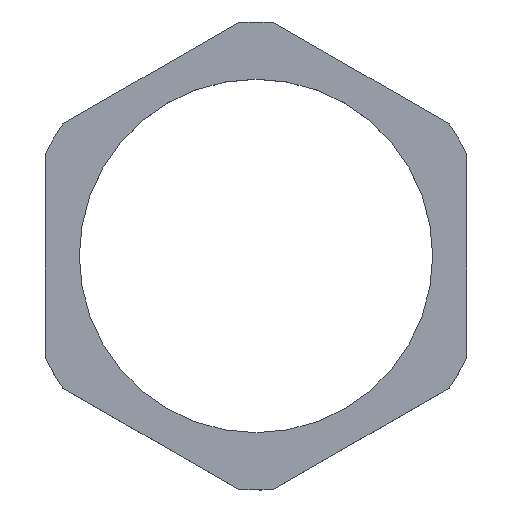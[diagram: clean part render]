
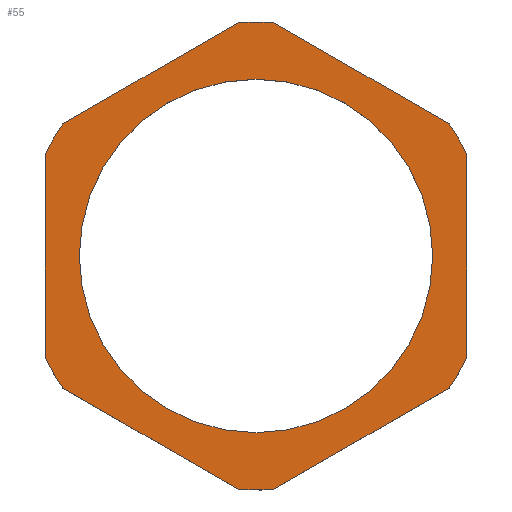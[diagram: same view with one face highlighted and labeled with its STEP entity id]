
A CAD part, top view. The second image highlights one B-rep face of the part: STEP entity #55.
In plain terms, the highlighted planar face has unit normal (0, 0, 1).
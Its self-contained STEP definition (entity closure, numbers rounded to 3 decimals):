
#8 = CARTESIAN_POINT ( 'NONE',  ( 16., -7.685, 3.5 ) ) ;
#10 = DIRECTION ( 'NONE',  ( -0.866, -0.5, 0. ) ) ;
#13 = CARTESIAN_POINT ( 'NONE',  ( -16., 7.685, 3.5 ) ) ;
#16 = VERTEX_POINT ( 'NONE', #347 ) ;
#27 = CARTESIAN_POINT ( 'NONE',  ( 0., 0., 3.5 ) ) ;
#28 = CARTESIAN_POINT ( 'NONE',  ( 0., 0., 3.5 ) ) ;
#36 = CARTESIAN_POINT ( 'NONE',  ( 0., 0., 3.5 ) ) ;
#42 = ORIENTED_EDGE ( 'NONE', *, *, #487, .T. ) ;
#46 = VERTEX_POINT ( 'NONE', #445 ) ;
#55 = ADVANCED_FACE ( 'NONE', ( #434, #307 ), #69, .T. ) ;
#62 = CIRCLE ( 'NONE', #176, 17.75 ) ;
#69 = PLANE ( 'NONE',  #503 ) ;
#88 = AXIS2_PLACEMENT_3D ( 'NONE', #90, #204, #152 ) ;
#90 = CARTESIAN_POINT ( 'NONE',  ( 0., 0., 3.5 ) ) ;
#92 = LINE ( 'NONE', #13, #511 ) ;
#95 = EDGE_CURVE ( 'NONE', #447, #447, #294, .T. ) ;
#96 = CARTESIAN_POINT ( 'NONE',  ( 14.656, 10.014, 3.5 ) ) ;
#104 = CARTESIAN_POINT ( 'NONE',  ( 0., 0., 3.5 ) ) ;
#115 = AXIS2_PLACEMENT_3D ( 'NONE', #193, #450, #235 ) ;
#118 = CARTESIAN_POINT ( 'NONE',  ( -1.344, -17.699, 3.5 ) ) ;
#126 = VECTOR ( 'NONE', #199, 1000. ) ;
#127 = CARTESIAN_POINT ( 'NONE',  ( 1.344, -17.699, 3.5 ) ) ;
#130 = CARTESIAN_POINT ( 'NONE',  ( -1.344, 17.699, 3.5 ) ) ;
#137 = CARTESIAN_POINT ( 'NONE',  ( 0., 0., 3.5 ) ) ;
#141 = CARTESIAN_POINT ( 'NONE',  ( -14.656, -10.014, 3.5 ) ) ;
#146 = DIRECTION ( 'NONE',  ( 0.866, -0.5, 0. ) ) ;
#152 = DIRECTION ( 'NONE',  ( 1., 0., 0. ) ) ;
#160 = EDGE_CURVE ( 'NONE', #405, #343, #277, .T. ) ;
#167 = DIRECTION ( 'NONE',  ( 0., 1., 0. ) ) ;
#171 = ORIENTED_EDGE ( 'NONE', *, *, #180, .T. ) ;
#176 = AXIS2_PLACEMENT_3D ( 'NONE', #28, #189, #491 ) ;
#180 = EDGE_CURVE ( 'NONE', #303, #219, #289, .T. ) ;
#185 = LINE ( 'NONE', #267, #538 ) ;
#188 = VERTEX_POINT ( 'NONE', #127 ) ;
#189 = DIRECTION ( 'NONE',  ( 0., 0., 1. ) ) ;
#193 = CARTESIAN_POINT ( 'NONE',  ( 0., 0., 3.5 ) ) ;
#197 = AXIS2_PLACEMENT_3D ( 'NONE', #137, #298, #257 ) ;
#199 = DIRECTION ( 'NONE',  ( -0.866, 0.5, 0. ) ) ;
#200 = CIRCLE ( 'NONE', #443, 17.75 ) ;
#203 = VERTEX_POINT ( 'NONE', #541 ) ;
#204 = DIRECTION ( 'NONE',  ( 0., 0., 1. ) ) ;
#208 = ORIENTED_EDGE ( 'NONE', *, *, #296, .T. ) ;
#212 = ORIENTED_EDGE ( 'NONE', *, *, #160, .T. ) ;
#216 = CARTESIAN_POINT ( 'NONE',  ( -16., 7.685, 3.5 ) ) ;
#219 = VERTEX_POINT ( 'NONE', #495 ) ;
#228 = EDGE_CURVE ( 'NONE', #203, #364, #200, .T. ) ;
#230 = DIRECTION ( 'NONE',  ( 1., 0., 0. ) ) ;
#231 = AXIS2_PLACEMENT_3D ( 'NONE', #27, #531, #230 ) ;
#233 = DIRECTION ( 'NONE',  ( 1., 0., 0. ) ) ;
#235 = DIRECTION ( 'NONE',  ( 1., 0., 0. ) ) ;
#236 = LINE ( 'NONE', #275, #126 ) ;
#239 = CARTESIAN_POINT ( 'NONE',  ( 16., -7.685, 3.5 ) ) ;
#245 = EDGE_CURVE ( 'NONE', #256, #203, #414, .T. ) ;
#246 = VECTOR ( 'NONE', #146, 1000. ) ;
#254 = CARTESIAN_POINT ( 'NONE',  ( 1.344, 17.699, 3.5 ) ) ;
#256 = VERTEX_POINT ( 'NONE', #239 ) ;
#257 = DIRECTION ( 'NONE',  ( 1., 0., 0. ) ) ;
#259 = ORIENTED_EDGE ( 'NONE', *, *, #228, .T. ) ;
#267 = CARTESIAN_POINT ( 'NONE',  ( 1.344, -17.699, 3.5 ) ) ;
#270 = ORIENTED_EDGE ( 'NONE', *, *, #245, .T. ) ;
#274 = CIRCLE ( 'NONE', #520, 17.75 ) ;
#275 = CARTESIAN_POINT ( 'NONE',  ( 14.656, 10.014, 3.5 ) ) ;
#277 = CIRCLE ( 'NONE', #88, 17.75 ) ;
#280 = LINE ( 'NONE', #454, #246 ) ;
#281 = DIRECTION ( 'NONE',  ( 1., 0., 0. ) ) ;
#283 = EDGE_LOOP ( 'NONE', ( #292 ) ) ;
#289 = CIRCLE ( 'NONE', #115, 17.75 ) ;
#292 = ORIENTED_EDGE ( 'NONE', *, *, #95, .F. ) ;
#294 = CIRCLE ( 'NONE', #231, 13.4 ) ;
#295 = ORIENTED_EDGE ( 'NONE', *, *, #436, .T. ) ;
#296 = EDGE_CURVE ( 'NONE', #335, #405, #92, .T. ) ;
#298 = DIRECTION ( 'NONE',  ( 0., 0., 1. ) ) ;
#303 = VERTEX_POINT ( 'NONE', #254 ) ;
#304 = DIRECTION ( 'NONE',  ( 0.866, 0.5, 0. ) ) ;
#307 = FACE_OUTER_BOUND ( 'NONE', #322, .T. ) ;
#315 = VECTOR ( 'NONE', #10, 1000. ) ;
#322 = EDGE_LOOP ( 'NONE', ( #339, #208, #212, #295, #507, #474, #42, #270, #259, #387, #171, #368 ) ) ;
#330 = CARTESIAN_POINT ( 'NONE',  ( 0., 0., 3.5 ) ) ;
#335 = VERTEX_POINT ( 'NONE', #216 ) ;
#339 = ORIENTED_EDGE ( 'NONE', *, *, #389, .T. ) ;
#343 = VERTEX_POINT ( 'NONE', #141 ) ;
#347 = CARTESIAN_POINT ( 'NONE',  ( 14.656, -10.014, 3.5 ) ) ;
#348 = EDGE_CURVE ( 'NONE', #188, #16, #185, .T. ) ;
#352 = LINE ( 'NONE', #130, #315 ) ;
#356 = DIRECTION ( 'NONE',  ( 1., 0., 0. ) ) ;
#364 = VERTEX_POINT ( 'NONE', #96 ) ;
#368 = ORIENTED_EDGE ( 'NONE', *, *, #373, .T. ) ;
#373 = EDGE_CURVE ( 'NONE', #219, #46, #352, .T. ) ;
#378 = DIRECTION ( 'NONE',  ( 0., 0., 1. ) ) ;
#387 = ORIENTED_EDGE ( 'NONE', *, *, #539, .T. ) ;
#389 = EDGE_CURVE ( 'NONE', #46, #335, #390, .T. ) ;
#390 = CIRCLE ( 'NONE', #197, 17.75 ) ;
#394 = VECTOR ( 'NONE', #167, 1000. ) ;
#397 = DIRECTION ( 'NONE',  ( 0., -1., 0. ) ) ;
#403 = DIRECTION ( 'NONE',  ( 0., 0., 1. ) ) ;
#405 = VERTEX_POINT ( 'NONE', #435 ) ;
#412 = VERTEX_POINT ( 'NONE', #118 ) ;
#414 = LINE ( 'NONE', #8, #394 ) ;
#424 = EDGE_CURVE ( 'NONE', #412, #188, #274, .T. ) ;
#434 = FACE_BOUND ( 'NONE', #283, .T. ) ;
#435 = CARTESIAN_POINT ( 'NONE',  ( -16., -7.685, 3.5 ) ) ;
#436 = EDGE_CURVE ( 'NONE', #343, #412, #280, .T. ) ;
#443 = AXIS2_PLACEMENT_3D ( 'NONE', #330, #378, #281 ) ;
#445 = CARTESIAN_POINT ( 'NONE',  ( -14.656, 10.014, 3.5 ) ) ;
#447 = VERTEX_POINT ( 'NONE', #529 ) ;
#450 = DIRECTION ( 'NONE',  ( 0., 0., 1. ) ) ;
#454 = CARTESIAN_POINT ( 'NONE',  ( -14.656, -10.014, 3.5 ) ) ;
#474 = ORIENTED_EDGE ( 'NONE', *, *, #348, .T. ) ;
#487 = EDGE_CURVE ( 'NONE', #16, #256, #62, .T. ) ;
#490 = DIRECTION ( 'NONE',  ( 0., 0., 1. ) ) ;
#491 = DIRECTION ( 'NONE',  ( 1., 0., 0. ) ) ;
#495 = CARTESIAN_POINT ( 'NONE',  ( -1.344, 17.699, 3.5 ) ) ;
#503 = AXIS2_PLACEMENT_3D ( 'NONE', #104, #490, #233 ) ;
#507 = ORIENTED_EDGE ( 'NONE', *, *, #424, .T. ) ;
#511 = VECTOR ( 'NONE', #397, 1000. ) ;
#520 = AXIS2_PLACEMENT_3D ( 'NONE', #36, #403, #356 ) ;
#529 = CARTESIAN_POINT ( 'NONE',  ( 13.4, 0., 3.5 ) ) ;
#531 = DIRECTION ( 'NONE',  ( 0., 0., 1. ) ) ;
#538 = VECTOR ( 'NONE', #304, 1000. ) ;
#539 = EDGE_CURVE ( 'NONE', #364, #303, #236, .T. ) ;
#541 = CARTESIAN_POINT ( 'NONE',  ( 16., 7.685, 3.5 ) ) ;
